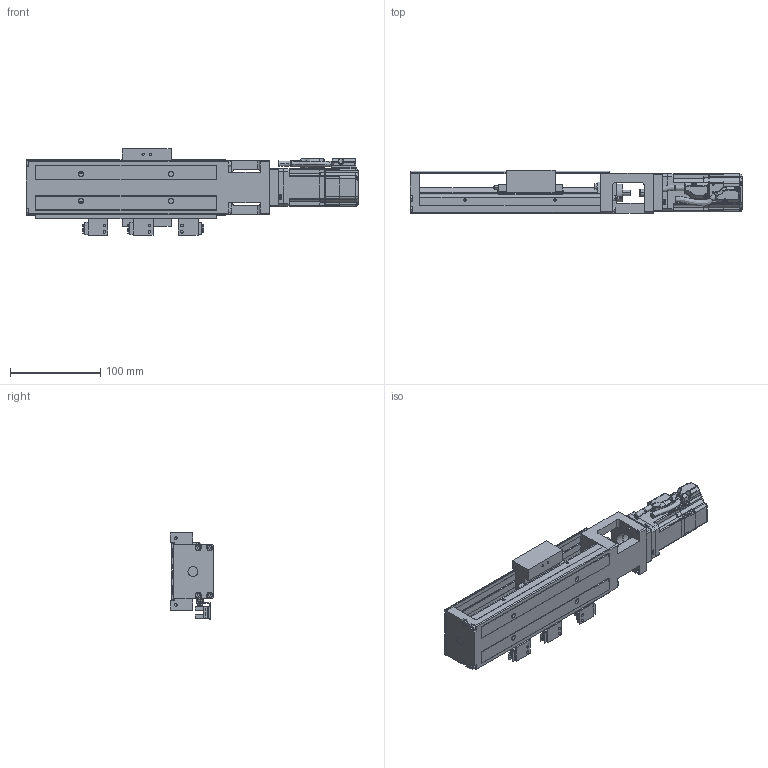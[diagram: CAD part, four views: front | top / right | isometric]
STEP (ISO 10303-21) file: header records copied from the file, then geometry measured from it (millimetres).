
FILE_DESCRIPTION((''),'2;1');
FILE_NAME('KK60-200A1-F2CS2M50_ASM','2015-06-13T',('Administrator'),(''),'PRO/ENGINEER BY PARAMETRIC TECHNOLOGY CORPORATION, 2010180','PRO/ENGINEER BY PARAMETRIC TECHNOLOGY CORPORATION, 2010180','');
FILE_SCHEMA(('CONFIG_CONTROL_DESIGN'));
Length unit declared in the file: millimetre
Products named in the file (28): KK60-RAIL_72; KK60-BLOCK_37; KK60-200A1-F0C_ASM_12_ASM; KK60-200A1-F0C_ASM; 200; EE-SX674-1_1; EE-SX674-2_2; EE-SX674-3_1; S2200_ASM; KK60-F2; 0001_50; MANIFOLD_SOLID_BREP_1840; MANIFOLD_SOLID_BREP_3117; 0002_30_ASM; 0003_78; 0005_38; 0006_53; 0007_31; 0008_9; 0009_11; 0012_6; 0023_4; 0032_2; 0031_2; ASM003_ASM_10_ASM; ASM007_ASM_4_ASM; AC50W_ASM; KK60-200A1-F2CS2M50_ASM
Assembly tree (37 placements, depth 6):
  KK60-200A1-F2CS2M50_ASM
    KK60-200A1-F0C_ASM
      KK60-200A1-F0C_ASM_12_ASM
        KK60-RAIL_72
        KK60-BLOCK_37
    S2200_ASM
      200
      EE-SX674-1_1
      EE-SX674-2_2
      EE-SX674-3_1
    KK60-F2
    AC50W_ASM
      ASM007_ASM_4_ASM
        ASM003_ASM_10_ASM
          0001_50
          0002_30_ASM
            MANIFOLD_SOLID_BREP_1840
            MANIFOLD_SOLID_BREP_3117
          0003_78
          0005_38
          0006_53
          0007_31
          0008_9
          0009_11
          0012_6
          0023_4  x8
          0032_2  x4
          0031_2
Bounding box: 368.5 x 48 x 95.85 mm (x, y, z)
Volume: 684721.9 mm3; surface area: 211007.8 mm2
Topology: 30 solids, 38 shells, 2092 faces, 5509 edges, 3585 vertices
Faces by surface type: plane 1201, cylinder 626, torus 98, cone 93, sphere 40, bspline 34
Entity records: 63491 total; most frequent: CARTESIAN_POINT 16225, DIRECTION 9770, ORIENTED_EDGE 9686, EDGE_CURVE 4843, AXIS2_PLACEMENT_3D 3355, VERTEX_POINT 3165, VECTOR 3060, LINE 3060
